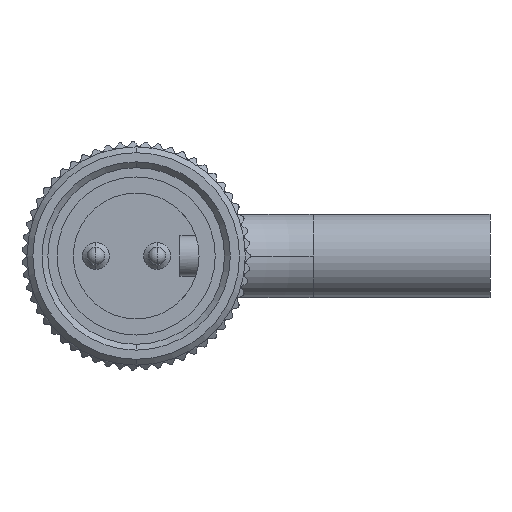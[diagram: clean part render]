
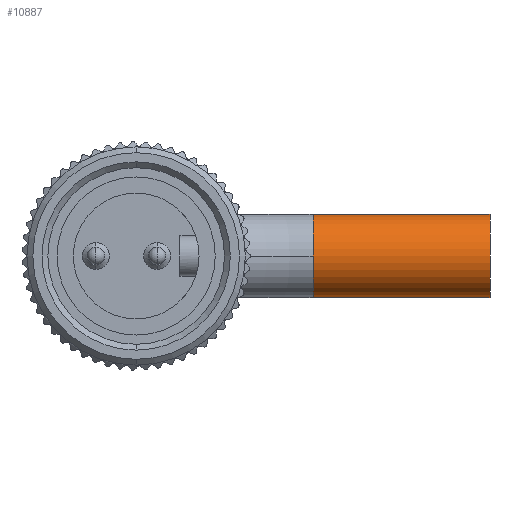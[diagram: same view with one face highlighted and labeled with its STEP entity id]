
A CAD part, left-side view. The second image highlights one B-rep face of the part: STEP entity #10887.
In plain terms, the highlighted cylindrical face has radius 4.7 mm (diameter 9.4 mm), a partial arc.
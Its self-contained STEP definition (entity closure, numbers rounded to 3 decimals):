
#418 = AXIS2_PLACEMENT_3D ( 'NONE', #17441, #9181, #639 ) ;
#639 = DIRECTION ( 'NONE',  ( 0., 0., -1. ) ) ;
#980 = DIRECTION ( 'NONE',  ( 0., 0., -1. ) ) ;
#2214 = AXIS2_PLACEMENT_3D ( 'NONE', #10997, #17877, #2407 ) ;
#2309 = EDGE_CURVE ( 'NONE', #9988, #11757, #2844, .T. ) ;
#2407 = DIRECTION ( 'NONE',  ( 0., 0., -1. ) ) ;
#2588 = CARTESIAN_POINT ( 'NONE',  ( 72.195, -40., -4.7 ) ) ;
#2844 = CIRCLE ( 'NONE', #418, 4.7 ) ;
#3304 = CARTESIAN_POINT ( 'NONE',  ( 67.495, -20., 0. ) ) ;
#4174 = CARTESIAN_POINT ( 'NONE',  ( 72.195, -20., -4.7 ) ) ;
#4742 = DIRECTION ( 'NONE',  ( 0., -1., 0. ) ) ;
#5026 = EDGE_CURVE ( 'NONE', #11757, #7320, #10791, .T. ) ;
#6079 = AXIS2_PLACEMENT_3D ( 'NONE', #17773, #9528, #980 ) ;
#6310 = CYLINDRICAL_SURFACE ( 'NONE', #2214, 4.7 ) ;
#6532 = VECTOR ( 'NONE', #16795, 1000. ) ;
#7031 = EDGE_CURVE ( 'NONE', #16258, #7320, #13316, .T. ) ;
#7199 = FACE_OUTER_BOUND ( 'NONE', #12931, .T. ) ;
#7320 = VERTEX_POINT ( 'NONE', #2588 ) ;
#8627 = CIRCLE ( 'NONE', #6079, 4.7 ) ;
#9181 = DIRECTION ( 'NONE',  ( 0., -1., 0. ) ) ;
#9528 = DIRECTION ( 'NONE',  ( 0., -1., 0. ) ) ;
#9988 = VERTEX_POINT ( 'NONE', #3304 ) ;
#10046 = ORIENTED_EDGE ( 'NONE', *, *, #13003, .F. ) ;
#10053 = ORIENTED_EDGE ( 'NONE', *, *, #2309, .T. ) ;
#10231 = ORIENTED_EDGE ( 'NONE', *, *, #7031, .F. ) ;
#10685 = LINE ( 'NONE', #10754, #13474 ) ;
#10754 = CARTESIAN_POINT ( 'NONE',  ( 72.195, -20., 4.7 ) ) ;
#10791 = LINE ( 'NONE', #4174, #6532 ) ;
#10887 = ADVANCED_FACE ( 'NONE', ( #7199 ), #6310, .T. ) ;
#10997 = CARTESIAN_POINT ( 'NONE',  ( 72.195, -20., 0. ) ) ;
#11757 = VERTEX_POINT ( 'NONE', #12347 ) ;
#11859 = AXIS2_PLACEMENT_3D ( 'NONE', #13222, #4742, #14589 ) ;
#11989 = ORIENTED_EDGE ( 'NONE', *, *, #14988, .T. ) ;
#12140 = DIRECTION ( 'NONE',  ( 0., -1., 0. ) ) ;
#12347 = CARTESIAN_POINT ( 'NONE',  ( 72.195, -20., -4.7 ) ) ;
#12931 = EDGE_LOOP ( 'NONE', ( #10046, #11989, #10053, #14872, #10231 ) ) ;
#13003 = EDGE_CURVE ( 'NONE', #14124, #16258, #10685, .T. ) ;
#13222 = CARTESIAN_POINT ( 'NONE',  ( 72.195, -40., 0. ) ) ;
#13316 = CIRCLE ( 'NONE', #11859, 4.7 ) ;
#13474 = VECTOR ( 'NONE', #12140, 1000. ) ;
#14124 = VERTEX_POINT ( 'NONE', #17012 ) ;
#14589 = DIRECTION ( 'NONE',  ( 0., 0., -1. ) ) ;
#14872 = ORIENTED_EDGE ( 'NONE', *, *, #5026, .T. ) ;
#14988 = EDGE_CURVE ( 'NONE', #14124, #9988, #8627, .T. ) ;
#16258 = VERTEX_POINT ( 'NONE', #17071 ) ;
#16795 = DIRECTION ( 'NONE',  ( 0., -1., 0. ) ) ;
#17012 = CARTESIAN_POINT ( 'NONE',  ( 72.195, -20., 4.7 ) ) ;
#17071 = CARTESIAN_POINT ( 'NONE',  ( 72.195, -40., 4.7 ) ) ;
#17441 = CARTESIAN_POINT ( 'NONE',  ( 72.195, -20., 0. ) ) ;
#17773 = CARTESIAN_POINT ( 'NONE',  ( 72.195, -20., 0. ) ) ;
#17877 = DIRECTION ( 'NONE',  ( 0., -1., 0. ) ) ;
